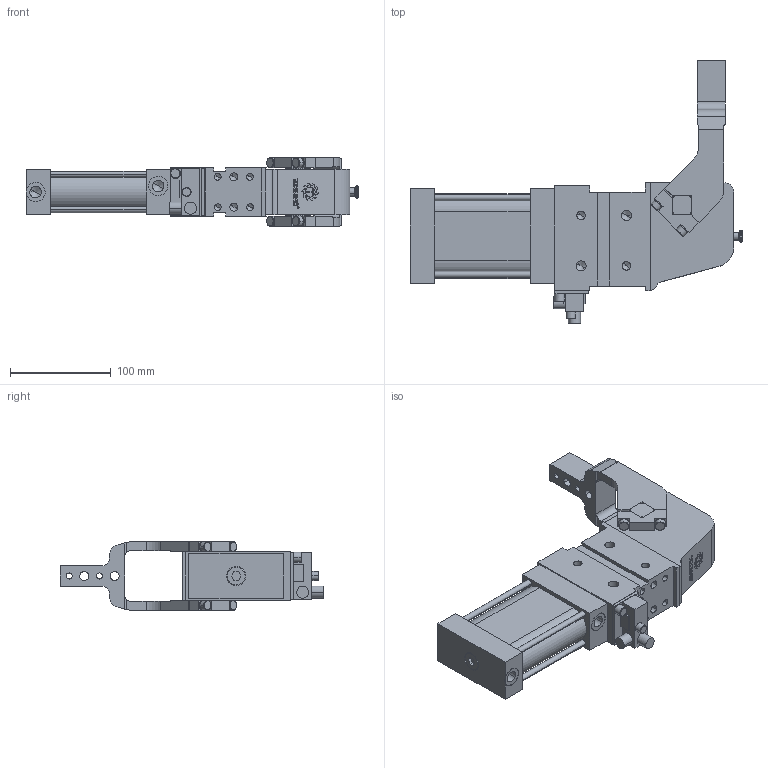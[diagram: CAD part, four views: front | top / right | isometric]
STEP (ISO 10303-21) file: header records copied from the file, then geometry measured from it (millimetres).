
FILE_DESCRIPTION(('CATIA V5 STEP Exchange'),'2;1');
FILE_NAME('V_50_1_BR2_A10_T12_TUENKERS.stp','2016-02-22T10:06:55+00:00',('none'),('none'),'CATIA Version 5 Release 19 SP 9 (IN-10)','CATIA V5 STEP AP214','none');
FILE_SCHEMA(('AUTOMOTIVE_DESIGN { 1 0 10303 214 1 1 1 1 }'));
Length unit declared in the file: millimetre
Products named in the file (1): V_50_1_BR2_A10_T12_TUENKERS
Bounding box: 329 x 261.5 x 68 mm (x, y, z)
Volume: 1384186.5 mm3; surface area: 155783.7 mm2
Topology: 2 solids, 7 shells, 602 faces, 1543 edges, 965 vertices
Faces by surface type: plane 304, cylinder 193, cone 80, torus 20, extrusion 5
Entity records: 18370 total; most frequent: CARTESIAN_POINT 3133, ORIENTED_EDGE 2978, DIRECTION 2181, EDGE_CURVE 1489, VERTEX_POINT 965, VECTOR 964, LINE 959, AXIS2_PLACEMENT_3D 843
